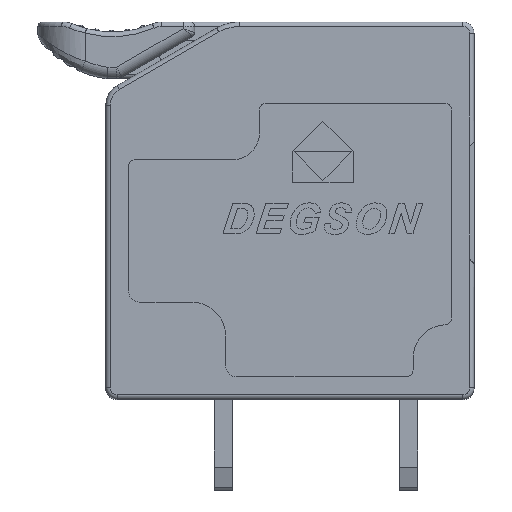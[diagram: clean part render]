
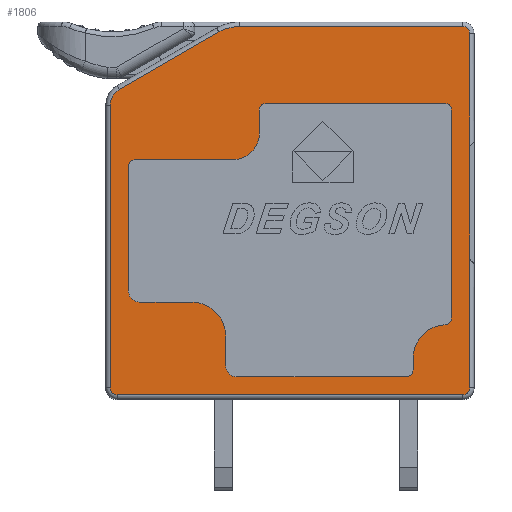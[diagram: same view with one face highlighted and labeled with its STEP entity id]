
A CAD part, top view. The second image highlights one B-rep face of the part: STEP entity #1806.
In plain terms, the highlighted planar face has unit normal (0, 0, 1).
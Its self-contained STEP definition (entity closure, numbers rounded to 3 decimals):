
#893=FACE_BOUND('',#4156,.T.);
#894=FACE_BOUND('',#4157,.T.);
#1806=ADVANCED_FACE('',(#893,#894),#2309,.T.);
#2309=PLANE('',#17776);
#4156=EDGE_LOOP('',(#9339,#9340,#9341,#9342,#9343,#9344,#9345,#9346,#9347,
#9348,#9349,#9350));
#4157=EDGE_LOOP('',(#9351,#9352,#9353,#9354,#9355,#9356,#9357,#9358,#9359,
#9360,#9361,#9362,#9363,#9364,#9365,#9366,#9367,#9368,#9369));
#4614=CIRCLE('',#17624,0.3);
#4623=CIRCLE('',#17645,0.3);
#4626=CIRCLE('',#17650,1.8);
#4629=CIRCLE('',#17655,0.8);
#4632=CIRCLE('',#17660,0.3);
#4634=CIRCLE('',#17664,0.3);
#4635=CIRCLE('',#17667,0.5);
#4636=CIRCLE('',#17670,0.3);
#4637=CIRCLE('',#17673,1.5);
#4638=CIRCLE('',#17675,0.3);
#4639=CIRCLE('',#17678,1.5);
#4640=CIRCLE('',#17681,0.5);
#4641=CIRCLE('',#17684,0.3);
#4642=CIRCLE('',#17687,1.2);
#4643=CIRCLE('',#17690,0.3);
#9339=ORIENTED_EDGE('',*,*,#13013,.T.);
#9340=ORIENTED_EDGE('',*,*,#13015,.F.);
#9341=ORIENTED_EDGE('',*,*,#13017,.T.);
#9342=ORIENTED_EDGE('',*,*,#13018,.F.);
#9343=ORIENTED_EDGE('',*,*,#13020,.T.);
#9344=ORIENTED_EDGE('',*,*,#12997,.F.);
#9345=ORIENTED_EDGE('',*,*,#11843,.F.);
#9346=ORIENTED_EDGE('',*,*,#13003,.F.);
#9347=ORIENTED_EDGE('',*,*,#13005,.T.);
#9348=ORIENTED_EDGE('',*,*,#13007,.F.);
#9349=ORIENTED_EDGE('',*,*,#13009,.T.);
#9350=ORIENTED_EDGE('',*,*,#13011,.T.);
#9351=ORIENTED_EDGE('',*,*,#13038,.T.);
#9352=ORIENTED_EDGE('',*,*,#13039,.T.);
#9353=ORIENTED_EDGE('',*,*,#13042,.T.);
#9354=ORIENTED_EDGE('',*,*,#13043,.T.);
#9355=ORIENTED_EDGE('',*,*,#13046,.T.);
#9356=ORIENTED_EDGE('',*,*,#13048,.T.);
#9357=ORIENTED_EDGE('',*,*,#13050,.T.);
#9358=ORIENTED_EDGE('',*,*,#13051,.T.);
#9359=ORIENTED_EDGE('',*,*,#13054,.T.);
#9360=ORIENTED_EDGE('',*,*,#13055,.T.);
#9361=ORIENTED_EDGE('',*,*,#12982,.T.);
#9362=ORIENTED_EDGE('',*,*,#13036,.T.);
#9363=ORIENTED_EDGE('',*,*,#13034,.T.);
#9364=ORIENTED_EDGE('',*,*,#13032,.T.);
#9365=ORIENTED_EDGE('',*,*,#13030,.T.);
#9366=ORIENTED_EDGE('',*,*,#13028,.T.);
#9367=ORIENTED_EDGE('',*,*,#13026,.T.);
#9368=ORIENTED_EDGE('',*,*,#13024,.T.);
#9369=ORIENTED_EDGE('',*,*,#13022,.T.);
#9981=VERTEX_POINT('',#25356);
#9982=VERTEX_POINT('',#25358);
#10734=VERTEX_POINT('',#28523);
#10735=VERTEX_POINT('',#28525);
#10744=VERTEX_POINT('',#28558);
#10746=VERTEX_POINT('',#28568);
#10747=VERTEX_POINT('',#28572);
#10748=VERTEX_POINT('',#28576);
#10749=VERTEX_POINT('',#28580);
#10750=VERTEX_POINT('',#28584);
#10751=VERTEX_POINT('',#28588);
#10752=VERTEX_POINT('',#28592);
#10753=VERTEX_POINT('',#28596);
#10754=VERTEX_POINT('',#28600);
#10755=VERTEX_POINT('',#28606);
#10756=VERTEX_POINT('',#28608);
#10757=VERTEX_POINT('',#28612);
#10758=VERTEX_POINT('',#28616);
#10759=VERTEX_POINT('',#28620);
#10760=VERTEX_POINT('',#28624);
#10761=VERTEX_POINT('',#28628);
#10762=VERTEX_POINT('',#28632);
#10763=VERTEX_POINT('',#28638);
#10764=VERTEX_POINT('',#28642);
#10765=VERTEX_POINT('',#28646);
#10766=VERTEX_POINT('',#28650);
#10767=VERTEX_POINT('',#28654);
#10768=VERTEX_POINT('',#28658);
#10769=VERTEX_POINT('',#28662);
#10770=VERTEX_POINT('',#28666);
#10771=VERTEX_POINT('',#28670);
#11843=EDGE_CURVE('',#9982,#9981,#13728,.T.);
#12982=EDGE_CURVE('',#10734,#10735,#4614,.T.);
#12997=EDGE_CURVE('',#9981,#10744,#14609,.T.);
#13003=EDGE_CURVE('',#10746,#9982,#14612,.T.);
#13005=EDGE_CURVE('',#10746,#10747,#4623,.T.);
#13007=EDGE_CURVE('',#10748,#10747,#14613,.T.);
#13009=EDGE_CURVE('',#10748,#10749,#4626,.T.);
#13011=EDGE_CURVE('',#10749,#10750,#14614,.T.);
#13013=EDGE_CURVE('',#10750,#10751,#4629,.T.);
#13015=EDGE_CURVE('',#10752,#10751,#14615,.T.);
#13017=EDGE_CURVE('',#10752,#10753,#4632,.T.);
#13018=EDGE_CURVE('',#10754,#10753,#14616,.T.);
#13020=EDGE_CURVE('',#10754,#10744,#4634,.T.);
#13022=EDGE_CURVE('',#10756,#10755,#14618,.T.);
#13024=EDGE_CURVE('',#10757,#10756,#4635,.T.);
#13026=EDGE_CURVE('',#10758,#10757,#14621,.T.);
#13028=EDGE_CURVE('',#10759,#10758,#4636,.T.);
#13030=EDGE_CURVE('',#10760,#10759,#14624,.T.);
#13032=EDGE_CURVE('',#10761,#10760,#4637,.T.);
#13034=EDGE_CURVE('',#10762,#10761,#4638,.T.);
#13036=EDGE_CURVE('',#10735,#10762,#14628,.T.);
#13038=EDGE_CURVE('',#10755,#10763,#4639,.T.);
#13039=EDGE_CURVE('',#10763,#10764,#14630,.T.);
#13042=EDGE_CURVE('',#10764,#10765,#4640,.T.);
#13043=EDGE_CURVE('',#10765,#10766,#14633,.T.);
#13046=EDGE_CURVE('',#10766,#10767,#4641,.T.);
#13048=EDGE_CURVE('',#10767,#10768,#14637,.T.);
#13050=EDGE_CURVE('',#10768,#10769,#4642,.T.);
#13051=EDGE_CURVE('',#10769,#10770,#14639,.T.);
#13054=EDGE_CURVE('',#10770,#10771,#4643,.T.);
#13055=EDGE_CURVE('',#10771,#10734,#14642,.T.);
#13728=LINE('',#25359,#15316);
#14609=LINE('',#28557,#16199);
#14612=LINE('',#28569,#16202);
#14613=LINE('',#28577,#16203);
#14614=LINE('',#28585,#16204);
#14615=LINE('',#28593,#16205);
#14616=LINE('',#28599,#16206);
#14618=LINE('',#28607,#16208);
#14621=LINE('',#28615,#16211);
#14624=LINE('',#28623,#16214);
#14628=LINE('',#28635,#16218);
#14630=LINE('',#28641,#16220);
#14633=LINE('',#28649,#16223);
#14637=LINE('',#28659,#16227);
#14639=LINE('',#28665,#16229);
#14642=LINE('',#28673,#16232);
#15316=VECTOR('',#19629,1.);
#16199=VECTOR('',#21598,1.);
#16202=VECTOR('',#21613,1.);
#16203=VECTOR('',#21624,1.);
#16204=VECTOR('',#21635,1.);
#16205=VECTOR('',#21646,1.);
#16206=VECTOR('',#21655,1.);
#16208=VECTOR('',#21665,1.);
#16211=VECTOR('',#21674,1.);
#16214=VECTOR('',#21683,1.);
#16218=VECTOR('',#21697,1.);
#16220=VECTOR('',#21705,1.);
#16223=VECTOR('',#21714,1.);
#16227=VECTOR('',#21724,1.);
#16229=VECTOR('',#21732,1.);
#16232=VECTOR('',#21741,1.);
#17624=AXIS2_PLACEMENT_3D('',#28526,#21562,#21563);
#17645=AXIS2_PLACEMENT_3D('',#28573,#21618,#21619);
#17650=AXIS2_PLACEMENT_3D('',#28581,#21629,#21630);
#17655=AXIS2_PLACEMENT_3D('',#28589,#21640,#21641);
#17660=AXIS2_PLACEMENT_3D('',#28597,#21651,#21652);
#17664=AXIS2_PLACEMENT_3D('',#28603,#21660,#21661);
#17667=AXIS2_PLACEMENT_3D('',#28611,#21669,#21670);
#17670=AXIS2_PLACEMENT_3D('',#28619,#21678,#21679);
#17673=AXIS2_PLACEMENT_3D('',#28627,#21687,#21688);
#17675=AXIS2_PLACEMENT_3D('',#28631,#21692,#21693);
#17678=AXIS2_PLACEMENT_3D('',#28639,#21701,#21702);
#17681=AXIS2_PLACEMENT_3D('',#28647,#21710,#21711);
#17684=AXIS2_PLACEMENT_3D('',#28655,#21719,#21720);
#17687=AXIS2_PLACEMENT_3D('',#28663,#21728,#21729);
#17690=AXIS2_PLACEMENT_3D('',#28671,#21737,#21738);
#17776=AXIS2_PLACEMENT_3D('',#29046,#22091,#22092);
#19629=DIRECTION('',(0.,-1.,0.));
#21562=DIRECTION('',(0.,0.,-1.));
#21563=DIRECTION('',(0.,1.,0.));
#21598=DIRECTION('',(0.,-1.,0.));
#21613=DIRECTION('',(0.,-1.,0.));
#21618=DIRECTION('',(0.,0.,1.));
#21619=DIRECTION('',(1.,0.,0.));
#21624=DIRECTION('',(1.,0.,0.));
#21629=DIRECTION('',(0.,0.,1.));
#21630=DIRECTION('',(0.,1.,0.));
#21635=DIRECTION('',(-0.866,-0.5,0.));
#21640=DIRECTION('',(0.,0.,1.));
#21641=DIRECTION('',(-0.5,0.866,0.));
#21646=DIRECTION('',(0.,1.,0.));
#21651=DIRECTION('',(0.,0.,1.));
#21652=DIRECTION('',(-1.,0.,0.));
#21655=DIRECTION('',(-1.,0.,0.));
#21660=DIRECTION('',(0.,0.,1.));
#21661=DIRECTION('',(0.,-1.,0.));
#21665=DIRECTION('',(0.,1.,0.));
#21669=DIRECTION('',(0.,0.,-1.));
#21670=DIRECTION('',(0.,-1.,0.));
#21674=DIRECTION('',(-1.,0.,0.));
#21678=DIRECTION('',(0.,0.,-1.));
#21679=DIRECTION('',(1.,0.,0.));
#21683=DIRECTION('',(0.,-1.,0.));
#21687=DIRECTION('',(0.,0.,1.));
#21688=DIRECTION('',(-0.056,0.998,0.));
#21692=DIRECTION('',(0.,0.,-1.));
#21693=DIRECTION('',(1.,0.,0.));
#21697=DIRECTION('',(0.,-1.,0.));
#21701=DIRECTION('',(0.,0.,1.));
#21702=DIRECTION('',(1.,0.,0.));
#21705=DIRECTION('',(-1.,0.,0.));
#21710=DIRECTION('',(0.,0.,-1.));
#21711=DIRECTION('',(0.,-1.,0.));
#21714=DIRECTION('',(0.,1.,0.));
#21719=DIRECTION('',(0.,0.,-1.));
#21720=DIRECTION('',(-1.,0.,0.));
#21724=DIRECTION('',(1.,0.,0.));
#21728=DIRECTION('',(0.,0.,1.));
#21729=DIRECTION('',(0.,-1.,0.));
#21732=DIRECTION('',(0.,1.,0.));
#21737=DIRECTION('',(0.,0.,-1.));
#21738=DIRECTION('',(-1.,0.,0.));
#21741=DIRECTION('',(1.,0.,0.));
#22091=DIRECTION('',(0.,0.,1.));
#22092=DIRECTION('',(0.,1.,0.));
#25356=CARTESIAN_POINT('',(80.3,-18.8,44.5));
#25358=CARTESIAN_POINT('',(80.3,-13.8,44.5));
#25359=CARTESIAN_POINT('',(80.3,-13.8,44.5));
#28523=CARTESIAN_POINT('',(79.2,-11.9,44.5));
#28525=CARTESIAN_POINT('',(79.5,-12.2,44.5));
#28526=CARTESIAN_POINT('',(79.2,-12.2,44.5));
#28557=CARTESIAN_POINT('',(80.3,-18.8,44.5));
#28558=CARTESIAN_POINT('',(80.3,-24.5,44.5));
#28568=CARTESIAN_POINT('',(80.3,-8.8,44.5));
#28569=CARTESIAN_POINT('',(80.3,-8.8,44.5));
#28572=CARTESIAN_POINT('',(80.,-8.5,44.5));
#28573=CARTESIAN_POINT('',(80.,-8.8,44.5));
#28576=CARTESIAN_POINT('',(70.105,-8.5,44.5));
#28577=CARTESIAN_POINT('',(70.105,-8.5,44.5));
#28580=CARTESIAN_POINT('',(69.205,-8.741,44.5));
#28581=CARTESIAN_POINT('',(70.105,-10.3,44.5));
#28584=CARTESIAN_POINT('',(64.8,-11.285,44.5));
#28585=CARTESIAN_POINT('',(69.205,-8.741,44.5));
#28588=CARTESIAN_POINT('',(64.4,-11.977,44.5));
#28589=CARTESIAN_POINT('',(65.2,-11.977,44.5));
#28592=CARTESIAN_POINT('',(64.4,-24.5,44.5));
#28593=CARTESIAN_POINT('',(64.4,-24.5,44.5));
#28596=CARTESIAN_POINT('',(64.7,-24.8,44.5));
#28597=CARTESIAN_POINT('',(64.7,-24.5,44.5));
#28599=CARTESIAN_POINT('',(80.,-24.8,44.5));
#28600=CARTESIAN_POINT('',(80.,-24.8,44.5));
#28603=CARTESIAN_POINT('',(80.,-24.5,44.5));
#28606=CARTESIAN_POINT('',(69.5,-22.2,44.5));
#28607=CARTESIAN_POINT('',(69.5,-23.5,44.5));
#28608=CARTESIAN_POINT('',(69.5,-23.5,44.5));
#28611=CARTESIAN_POINT('',(70.,-23.5,44.5));
#28612=CARTESIAN_POINT('',(70.,-24.,44.5));
#28615=CARTESIAN_POINT('',(77.5,-24.,44.5));
#28616=CARTESIAN_POINT('',(77.5,-24.,44.5));
#28619=CARTESIAN_POINT('',(77.5,-23.7,44.5));
#28620=CARTESIAN_POINT('',(77.8,-23.7,44.5));
#28623=CARTESIAN_POINT('',(77.8,-23.197,44.5));
#28624=CARTESIAN_POINT('',(77.8,-23.197,44.5));
#28627=CARTESIAN_POINT('',(79.3,-23.197,44.5));
#28628=CARTESIAN_POINT('',(79.217,-21.699,44.5));
#28631=CARTESIAN_POINT('',(79.2,-21.399,44.5));
#28632=CARTESIAN_POINT('',(79.5,-21.399,44.5));
#28635=CARTESIAN_POINT('',(79.5,-12.2,44.5));
#28638=CARTESIAN_POINT('',(68.,-20.7,44.5));
#28639=CARTESIAN_POINT('',(68.,-22.2,44.5));
#28641=CARTESIAN_POINT('',(68.,-20.7,44.5));
#28642=CARTESIAN_POINT('',(65.7,-20.7,44.5));
#28646=CARTESIAN_POINT('',(65.2,-20.2,44.5));
#28647=CARTESIAN_POINT('',(65.7,-20.2,44.5));
#28649=CARTESIAN_POINT('',(65.2,-20.2,44.5));
#28650=CARTESIAN_POINT('',(65.2,-14.7,44.5));
#28654=CARTESIAN_POINT('',(65.5,-14.4,44.5));
#28655=CARTESIAN_POINT('',(65.5,-14.7,44.5));
#28658=CARTESIAN_POINT('',(69.8,-14.4,44.5));
#28659=CARTESIAN_POINT('',(65.5,-14.4,44.5));
#28662=CARTESIAN_POINT('',(71.,-13.2,44.5));
#28663=CARTESIAN_POINT('',(69.8,-13.2,44.5));
#28665=CARTESIAN_POINT('',(71.,-13.2,44.5));
#28666=CARTESIAN_POINT('',(71.,-12.2,44.5));
#28670=CARTESIAN_POINT('',(71.3,-11.9,44.5));
#28671=CARTESIAN_POINT('',(71.3,-12.2,44.5));
#28673=CARTESIAN_POINT('',(71.3,-11.9,44.5));
#29046=CARTESIAN_POINT('',(70.3,-13.95,44.5));
